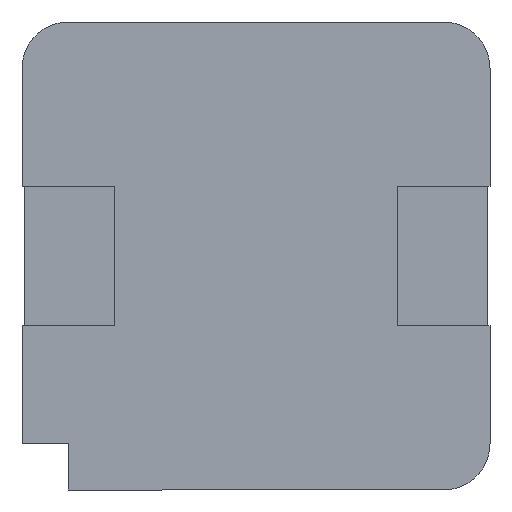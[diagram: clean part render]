
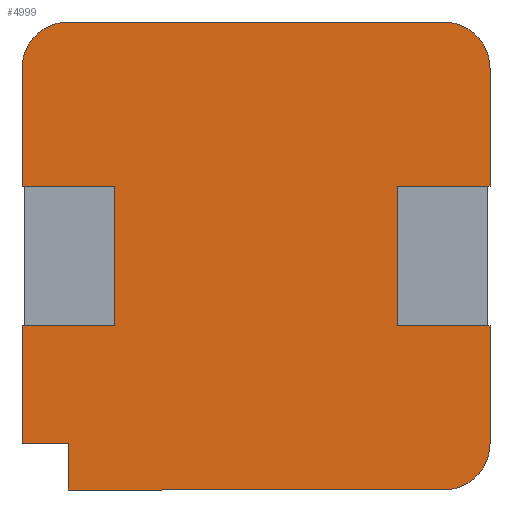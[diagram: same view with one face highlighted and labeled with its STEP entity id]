
A CAD part, front view. The second image highlights one B-rep face of the part: STEP entity #4999.
In plain terms, the highlighted planar face has unit normal (0, -1, 0).
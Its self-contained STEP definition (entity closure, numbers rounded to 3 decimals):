
#8 = PLANE ( 'NONE',  #2939 ) ;
#67 = CARTESIAN_POINT ( 'NONE',  ( 3.05, -0.5, 1.5 ) ) ;
#68 = EDGE_CURVE ( 'NONE', #3738, #2218, #1549, .T. ) ;
#138 = DIRECTION ( 'NONE',  ( -1., 0., 0. ) ) ;
#230 = EDGE_CURVE ( 'NONE', #1830, #4216, #1528, .T. ) ;
#231 = ORIENTED_EDGE ( 'NONE', *, *, #847, .T. ) ;
#295 = ORIENTED_EDGE ( 'NONE', *, *, #828, .T. ) ;
#312 = VERTEX_POINT ( 'NONE', #3305 ) ;
#321 = ORIENTED_EDGE ( 'NONE', *, *, #761, .T. ) ;
#374 = VECTOR ( 'NONE', #3616, 1000. ) ;
#432 = DIRECTION ( 'NONE',  ( -1., 0., 0. ) ) ;
#453 = VERTEX_POINT ( 'NONE', #2471 ) ;
#461 = EDGE_CURVE ( 'NONE', #2960, #2795, #2037, .T. ) ;
#519 = AXIS2_PLACEMENT_3D ( 'NONE', #2354, #3938, #4370 ) ;
#527 = DIRECTION ( 'NONE',  ( 0., 0., -1. ) ) ;
#552 = DIRECTION ( 'NONE',  ( 0., -1., 0. ) ) ;
#595 = CIRCLE ( 'NONE', #519, 1. ) ;
#598 = DIRECTION ( 'NONE',  ( 0., -1., 0. ) ) ;
#657 = ORIENTED_EDGE ( 'NONE', *, *, #2571, .T. ) ;
#673 = VERTEX_POINT ( 'NONE', #4834 ) ;
#702 = VERTEX_POINT ( 'NONE', #1722 ) ;
#723 = VERTEX_POINT ( 'NONE', #2101 ) ;
#752 = VECTOR ( 'NONE', #4537, 1000. ) ;
#761 = EDGE_CURVE ( 'NONE', #453, #1099, #1443, .T. ) ;
#774 = LINE ( 'NONE', #4058, #3236 ) ;
#790 = VECTOR ( 'NONE', #970, 1000. ) ;
#828 = EDGE_CURVE ( 'NONE', #4216, #4063, #2078, .T. ) ;
#847 = EDGE_CURVE ( 'NONE', #723, #4558, #5012, .T. ) ;
#890 = ORIENTED_EDGE ( 'NONE', *, *, #2432, .F. ) ;
#956 = CARTESIAN_POINT ( 'NONE',  ( -5.05, -0.5, 4.05 ) ) ;
#970 = DIRECTION ( 'NONE',  ( 1., 0., 0. ) ) ;
#1099 = VERTEX_POINT ( 'NONE', #956 ) ;
#1109 = LINE ( 'NONE', #2792, #374 ) ;
#1171 = DIRECTION ( 'NONE',  ( -1., 0., 0. ) ) ;
#1201 = VECTOR ( 'NONE', #4347, 1000. ) ;
#1218 = ORIENTED_EDGE ( 'NONE', *, *, #4697, .T. ) ;
#1289 = CARTESIAN_POINT ( 'NONE',  ( -3.05, -0.5, 0. ) ) ;
#1367 = CARTESIAN_POINT ( 'NONE',  ( 0., -0.5, -1.5 ) ) ;
#1401 = CARTESIAN_POINT ( 'NONE',  ( 5.05, -0.5, -1.5 ) ) ;
#1406 = CARTESIAN_POINT ( 'NONE',  ( 0., -0.5, 1.5 ) ) ;
#1418 = DIRECTION ( 'NONE',  ( 0., 0., -1. ) ) ;
#1443 = CIRCLE ( 'NONE', #1497, 1. ) ;
#1469 = ORIENTED_EDGE ( 'NONE', *, *, #2673, .F. ) ;
#1497 = AXIS2_PLACEMENT_3D ( 'NONE', #4934, #598, #3376 ) ;
#1507 = DIRECTION ( 'NONE',  ( 0., 0., -1. ) ) ;
#1528 = LINE ( 'NONE', #1581, #2530 ) ;
#1549 = LINE ( 'NONE', #2592, #4584 ) ;
#1581 = CARTESIAN_POINT ( 'NONE',  ( -4.05, -0.5, 0. ) ) ;
#1658 = CARTESIAN_POINT ( 'NONE',  ( 3.05, -0.5, -1.5 ) ) ;
#1664 = CARTESIAN_POINT ( 'NONE',  ( -5.05, -0.5, -1.5 ) ) ;
#1698 = LINE ( 'NONE', #4257, #4539 ) ;
#1715 = ORIENTED_EDGE ( 'NONE', *, *, #2409, .T. ) ;
#1722 = CARTESIAN_POINT ( 'NONE',  ( -3.05, -0.5, -1.5 ) ) ;
#1730 = CARTESIAN_POINT ( 'NONE',  ( -4.05, -0.5, -5.05 ) ) ;
#1740 = VECTOR ( 'NONE', #5144, 1000. ) ;
#1804 = CARTESIAN_POINT ( 'NONE',  ( 5.05, -0.5, 1.5 ) ) ;
#1823 = VERTEX_POINT ( 'NONE', #1804 ) ;
#1829 = CIRCLE ( 'NONE', #2025, 1. ) ;
#1830 = VERTEX_POINT ( 'NONE', #4549 ) ;
#1869 = DIRECTION ( 'NONE',  ( 0., -1., 0. ) ) ;
#1895 = ORIENTED_EDGE ( 'NONE', *, *, #3649, .T. ) ;
#1900 = EDGE_CURVE ( 'NONE', #4063, #2837, #1829, .T. ) ;
#1919 = ORIENTED_EDGE ( 'NONE', *, *, #230, .T. ) ;
#1979 = CARTESIAN_POINT ( 'NONE',  ( 5.05, -0.5, -1.5 ) ) ;
#2004 = CARTESIAN_POINT ( 'NONE',  ( 5.05, -0.5, -5.05 ) ) ;
#2025 = AXIS2_PLACEMENT_3D ( 'NONE', #4636, #1869, #1507 ) ;
#2037 = LINE ( 'NONE', #4145, #752 ) ;
#2041 = EDGE_CURVE ( 'NONE', #312, #673, #595, .T. ) ;
#2078 = LINE ( 'NONE', #3783, #4259 ) ;
#2101 = CARTESIAN_POINT ( 'NONE',  ( -5.05, -0.5, 1.5 ) ) ;
#2218 = VERTEX_POINT ( 'NONE', #1658 ) ;
#2292 = VECTOR ( 'NONE', #4021, 1000. ) ;
#2354 = CARTESIAN_POINT ( 'NONE',  ( 4.05, -0.5, 4.05 ) ) ;
#2357 = CARTESIAN_POINT ( 'NONE',  ( -5.05, -0.5, -4.05 ) ) ;
#2364 = VECTOR ( 'NONE', #5056, 1000. ) ;
#2409 = EDGE_CURVE ( 'NONE', #2837, #4270, #3688, .T. ) ;
#2432 = EDGE_CURVE ( 'NONE', #1830, #2795, #1698, .T. ) ;
#2471 = CARTESIAN_POINT ( 'NONE',  ( -4.05, -0.5, 5.05 ) ) ;
#2530 = VECTOR ( 'NONE', #2785, 1000. ) ;
#2571 = EDGE_CURVE ( 'NONE', #673, #453, #774, .T. ) ;
#2592 = CARTESIAN_POINT ( 'NONE',  ( 3.05, -0.5, 1.5 ) ) ;
#2616 = DIRECTION ( 'NONE',  ( -1., 0., 0. ) ) ;
#2668 = ORIENTED_EDGE ( 'NONE', *, *, #2041, .T. ) ;
#2673 = EDGE_CURVE ( 'NONE', #1823, #3738, #2805, .T. ) ;
#2674 = VECTOR ( 'NONE', #2616, 1000. ) ;
#2708 = ORIENTED_EDGE ( 'NONE', *, *, #3364, .T. ) ;
#2785 = DIRECTION ( 'NONE',  ( 0., 0., -1. ) ) ;
#2792 = CARTESIAN_POINT ( 'NONE',  ( -5.05, -0.5, -5.05 ) ) ;
#2795 = VERTEX_POINT ( 'NONE', #2357 ) ;
#2805 = LINE ( 'NONE', #5021, #2674 ) ;
#2837 = VERTEX_POINT ( 'NONE', #4692 ) ;
#2921 = ORIENTED_EDGE ( 'NONE', *, *, #461, .T. ) ;
#2939 = AXIS2_PLACEMENT_3D ( 'NONE', #3659, #552, #527 ) ;
#2960 = VERTEX_POINT ( 'NONE', #1664 ) ;
#3055 = FACE_OUTER_BOUND ( 'NONE', #5095, .T. ) ;
#3100 = LINE ( 'NONE', #1289, #2292 ) ;
#3208 = LINE ( 'NONE', #1979, #4208 ) ;
#3236 = VECTOR ( 'NONE', #138, 1000. ) ;
#3287 = EDGE_CURVE ( 'NONE', #2960, #702, #4468, .T. ) ;
#3305 = CARTESIAN_POINT ( 'NONE',  ( 5.05, -0.5, 4.05 ) ) ;
#3364 = EDGE_CURVE ( 'NONE', #4558, #702, #3100, .T. ) ;
#3376 = DIRECTION ( 'NONE',  ( 0., 0., -1. ) ) ;
#3411 = CARTESIAN_POINT ( 'NONE',  ( 5.05, -0.5, -5.05 ) ) ;
#3417 = LINE ( 'NONE', #3411, #2364 ) ;
#3553 = ORIENTED_EDGE ( 'NONE', *, *, #3287, .F. ) ;
#3613 = CARTESIAN_POINT ( 'NONE',  ( -3.05, -0.5, 1.5 ) ) ;
#3616 = DIRECTION ( 'NONE',  ( 0., 0., -1. ) ) ;
#3641 = EDGE_CURVE ( 'NONE', #4270, #2218, #3208, .T. ) ;
#3649 = EDGE_CURVE ( 'NONE', #1099, #723, #1109, .T. ) ;
#3659 = CARTESIAN_POINT ( 'NONE',  ( 0., -0.5, 0. ) ) ;
#3688 = LINE ( 'NONE', #2004, #1201 ) ;
#3738 = VERTEX_POINT ( 'NONE', #67 ) ;
#3783 = CARTESIAN_POINT ( 'NONE',  ( 5.05, -0.5, -5.05 ) ) ;
#3820 = ORIENTED_EDGE ( 'NONE', *, *, #68, .F. ) ;
#3938 = DIRECTION ( 'NONE',  ( 0., -1., 0. ) ) ;
#4021 = DIRECTION ( 'NONE',  ( 0., 0., -1. ) ) ;
#4058 = CARTESIAN_POINT ( 'NONE',  ( 5.05, -0.5, 5.05 ) ) ;
#4063 = VERTEX_POINT ( 'NONE', #4228 ) ;
#4145 = CARTESIAN_POINT ( 'NONE',  ( -5.05, -0.5, -5.05 ) ) ;
#4208 = VECTOR ( 'NONE', #432, 1000. ) ;
#4216 = VERTEX_POINT ( 'NONE', #1730 ) ;
#4228 = CARTESIAN_POINT ( 'NONE',  ( 4.05, -0.5, -5.05 ) ) ;
#4257 = CARTESIAN_POINT ( 'NONE',  ( 0., -0.5, -4.05 ) ) ;
#4259 = VECTOR ( 'NONE', #4894, 1000. ) ;
#4270 = VERTEX_POINT ( 'NONE', #1401 ) ;
#4342 = ORIENTED_EDGE ( 'NONE', *, *, #3641, .T. ) ;
#4347 = DIRECTION ( 'NONE',  ( 0., 0., 1. ) ) ;
#4370 = DIRECTION ( 'NONE',  ( 0., 0., -1. ) ) ;
#4468 = LINE ( 'NONE', #1367, #1740 ) ;
#4537 = DIRECTION ( 'NONE',  ( 0., 0., -1. ) ) ;
#4539 = VECTOR ( 'NONE', #1171, 1000. ) ;
#4549 = CARTESIAN_POINT ( 'NONE',  ( -4.05, -0.5, -4.05 ) ) ;
#4558 = VERTEX_POINT ( 'NONE', #3613 ) ;
#4584 = VECTOR ( 'NONE', #1418, 1000. ) ;
#4636 = CARTESIAN_POINT ( 'NONE',  ( 4.05, -0.5, -4.05 ) ) ;
#4692 = CARTESIAN_POINT ( 'NONE',  ( 5.05, -0.5, -4.05 ) ) ;
#4697 = EDGE_CURVE ( 'NONE', #1823, #312, #3417, .T. ) ;
#4834 = CARTESIAN_POINT ( 'NONE',  ( 4.05, -0.5, 5.05 ) ) ;
#4894 = DIRECTION ( 'NONE',  ( 1., 0., 0. ) ) ;
#4934 = CARTESIAN_POINT ( 'NONE',  ( -4.05, -0.5, 4.05 ) ) ;
#4999 = ADVANCED_FACE ( 'NONE', ( #3055 ), #8, .T. ) ;
#5012 = LINE ( 'NONE', #1406, #790 ) ;
#5021 = CARTESIAN_POINT ( 'NONE',  ( 5.05, -0.5, 1.5 ) ) ;
#5056 = DIRECTION ( 'NONE',  ( 0., 0., 1. ) ) ;
#5066 = ORIENTED_EDGE ( 'NONE', *, *, #1900, .T. ) ;
#5095 = EDGE_LOOP ( 'NONE', ( #890, #1919, #295, #5066, #1715, #4342, #3820, #1469, #1218, #2668, #657, #321, #1895, #231, #2708, #3553, #2921 ) ) ;
#5144 = DIRECTION ( 'NONE',  ( 1., 0., 0. ) ) ;
